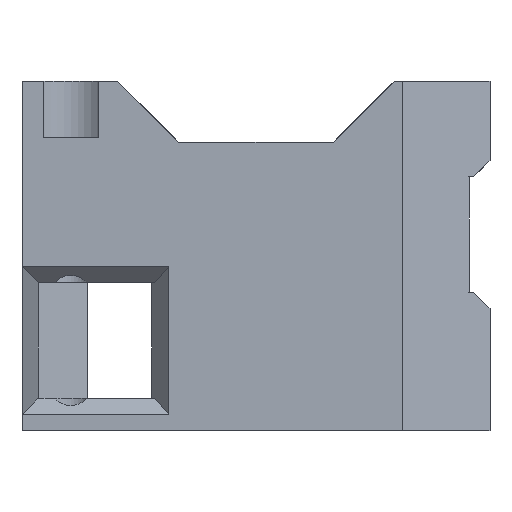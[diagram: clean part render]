
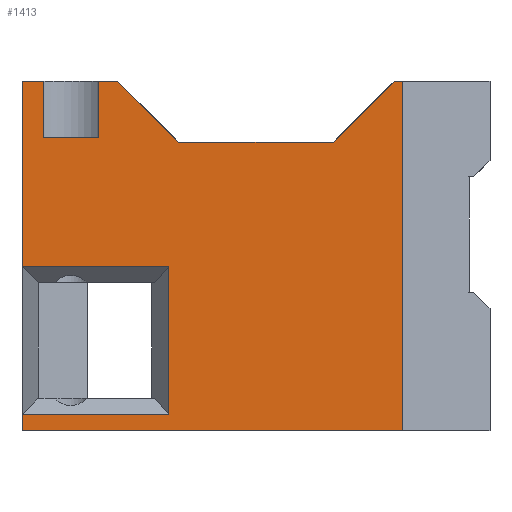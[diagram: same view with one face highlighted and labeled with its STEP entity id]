
A CAD part, left-side view. The second image highlights one B-rep face of the part: STEP entity #1413.
In plain terms, the highlighted planar face has unit normal (-1, 0, 0).
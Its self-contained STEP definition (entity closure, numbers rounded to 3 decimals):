
#97=FACE_OUTER_BOUND('',#172,.T.);
#172=EDGE_LOOP('',(#979,#980,#981,#982,#983,#984,#985,#986,#987,#988,#989,
#990,#991,#992,#993,#994));
#278=LINE('',#2079,#445);
#286=LINE('',#2099,#453);
#287=LINE('',#2101,#454);
#288=LINE('',#2103,#455);
#289=LINE('',#2105,#456);
#290=LINE('',#2107,#457);
#291=LINE('',#2109,#458);
#292=LINE('',#2111,#459);
#293=LINE('',#2113,#460);
#294=LINE('',#2115,#461);
#295=LINE('',#2117,#462);
#296=LINE('',#2119,#463);
#297=LINE('',#2121,#464);
#298=LINE('',#2123,#465);
#299=LINE('',#2125,#466);
#300=LINE('',#2126,#467);
#445=VECTOR('',#1661,10.);
#453=VECTOR('',#1681,10.);
#454=VECTOR('',#1682,10.);
#455=VECTOR('',#1683,10.);
#456=VECTOR('',#1684,10.);
#457=VECTOR('',#1685,10.);
#458=VECTOR('',#1686,10.);
#459=VECTOR('',#1687,10.);
#460=VECTOR('',#1688,10.);
#461=VECTOR('',#1689,10.);
#462=VECTOR('',#1690,10.);
#463=VECTOR('',#1691,10.);
#464=VECTOR('',#1692,10.);
#465=VECTOR('',#1693,10.);
#466=VECTOR('',#1694,10.);
#467=VECTOR('',#1695,10.);
#608=VERTEX_POINT('',#2076);
#609=VERTEX_POINT('',#2078);
#615=VERTEX_POINT('',#2098);
#616=VERTEX_POINT('',#2100);
#617=VERTEX_POINT('',#2102);
#618=VERTEX_POINT('',#2104);
#619=VERTEX_POINT('',#2106);
#620=VERTEX_POINT('',#2108);
#621=VERTEX_POINT('',#2110);
#622=VERTEX_POINT('',#2112);
#623=VERTEX_POINT('',#2114);
#624=VERTEX_POINT('',#2116);
#625=VERTEX_POINT('',#2118);
#626=VERTEX_POINT('',#2120);
#627=VERTEX_POINT('',#2122);
#628=VERTEX_POINT('',#2124);
#747=EDGE_CURVE('',#608,#609,#278,.T.);
#758=EDGE_CURVE('',#608,#615,#286,.F.);
#759=EDGE_CURVE('',#616,#615,#287,.T.);
#760=EDGE_CURVE('',#617,#616,#288,.T.);
#761=EDGE_CURVE('',#617,#618,#289,.T.);
#762=EDGE_CURVE('',#618,#619,#290,.T.);
#763=EDGE_CURVE('',#620,#619,#291,.T.);
#764=EDGE_CURVE('',#621,#620,#292,.T.);
#765=EDGE_CURVE('',#622,#621,#293,.T.);
#766=EDGE_CURVE('',#623,#622,#294,.T.);
#767=EDGE_CURVE('',#624,#623,#295,.T.);
#768=EDGE_CURVE('',#625,#624,#296,.T.);
#769=EDGE_CURVE('',#626,#625,#297,.T.);
#770=EDGE_CURVE('',#627,#626,#298,.T.);
#771=EDGE_CURVE('',#628,#627,#299,.T.);
#772=EDGE_CURVE('',#628,#609,#300,.T.);
#979=ORIENTED_EDGE('',*,*,#747,.F.);
#980=ORIENTED_EDGE('',*,*,#758,.T.);
#981=ORIENTED_EDGE('',*,*,#759,.F.);
#982=ORIENTED_EDGE('',*,*,#760,.F.);
#983=ORIENTED_EDGE('',*,*,#761,.T.);
#984=ORIENTED_EDGE('',*,*,#762,.T.);
#985=ORIENTED_EDGE('',*,*,#763,.F.);
#986=ORIENTED_EDGE('',*,*,#764,.F.);
#987=ORIENTED_EDGE('',*,*,#765,.F.);
#988=ORIENTED_EDGE('',*,*,#766,.F.);
#989=ORIENTED_EDGE('',*,*,#767,.F.);
#990=ORIENTED_EDGE('',*,*,#768,.F.);
#991=ORIENTED_EDGE('',*,*,#769,.F.);
#992=ORIENTED_EDGE('',*,*,#770,.F.);
#993=ORIENTED_EDGE('',*,*,#771,.F.);
#994=ORIENTED_EDGE('',*,*,#772,.T.);
#1356=PLANE('',#1515);
#1413=ADVANCED_FACE('',(#97),#1356,.T.);
#1515=AXIS2_PLACEMENT_3D('',#2097,#1679,#1680);
#1661=DIRECTION('',(0.,1.,0.));
#1679=DIRECTION('center_axis',(-1.,0.,0.));
#1680=DIRECTION('ref_axis',(0.,0.,1.));
#1681=DIRECTION('',(0.,0.,1.));
#1682=DIRECTION('',(0.,-1.,0.));
#1683=DIRECTION('',(0.,0.,1.));
#1684=DIRECTION('',(0.,-1.,0.));
#1685=DIRECTION('',(0.,0.,1.));
#1686=DIRECTION('',(0.,-1.,0.));
#1687=DIRECTION('',(0.,-0.707,0.707));
#1688=DIRECTION('',(0.,-1.,0.));
#1689=DIRECTION('',(0.,-0.707,-0.707));
#1690=DIRECTION('',(0.,-1.,0.));
#1691=DIRECTION('',(0.,0.,1.));
#1692=DIRECTION('',(0.,-1.,0.));
#1693=DIRECTION('',(0.,0.,-1.));
#1694=DIRECTION('',(0.,-1.,0.));
#1695=DIRECTION('',(0.,0.,-1.));
#2076=CARTESIAN_POINT('',(20.325,10.69,34.25));
#2078=CARTESIAN_POINT('',(20.325,28.75,34.25));
#2079=CARTESIAN_POINT('',(20.325,-3.517,34.25));
#2097=CARTESIAN_POINT('Origin',(20.325,-7.034,22.6));
#2098=CARTESIAN_POINT('',(20.325,10.69,16.));
#2099=CARTESIAN_POINT('',(20.325,10.69,22.6));
#2100=CARTESIAN_POINT('',(20.325,28.75,16.));
#2101=CARTESIAN_POINT('',(20.325,-3.517,16.));
#2102=CARTESIAN_POINT('',(20.325,28.75,14.));
#2103=CARTESIAN_POINT('',(20.325,28.75,31.));
#2104=CARTESIAN_POINT('',(20.325,-18.,14.));
#2105=CARTESIAN_POINT('',(20.325,-8.642,14.));
#2106=CARTESIAN_POINT('',(20.325,-18.,57.));
#2107=CARTESIAN_POINT('',(20.325,-18.,39.8));
#2108=CARTESIAN_POINT('',(20.325,-17.,57.));
#2109=CARTESIAN_POINT('',(20.325,14.375,57.));
#2110=CARTESIAN_POINT('',(20.325,-9.5,49.5));
#2111=CARTESIAN_POINT('',(20.325,-0.562,40.563));
#2112=CARTESIAN_POINT('',(20.325,9.5,49.5));
#2113=CARTESIAN_POINT('',(20.325,14.375,49.5));
#2114=CARTESIAN_POINT('',(20.325,17.,57.));
#2115=CARTESIAN_POINT('',(20.325,17.438,57.438));
#2116=CARTESIAN_POINT('',(20.325,19.36,57.));
#2117=CARTESIAN_POINT('',(20.325,14.375,57.));
#2118=CARTESIAN_POINT('',(20.325,19.36,50.));
#2119=CARTESIAN_POINT('',(20.325,19.36,50.));
#2120=CARTESIAN_POINT('',(20.325,26.14,50.));
#2121=CARTESIAN_POINT('',(20.325,14.375,50.));
#2122=CARTESIAN_POINT('',(20.325,26.14,57.));
#2123=CARTESIAN_POINT('',(20.325,26.14,50.));
#2124=CARTESIAN_POINT('',(20.325,28.75,57.));
#2125=CARTESIAN_POINT('',(20.325,14.375,57.));
#2126=CARTESIAN_POINT('',(20.325,28.75,57.));
